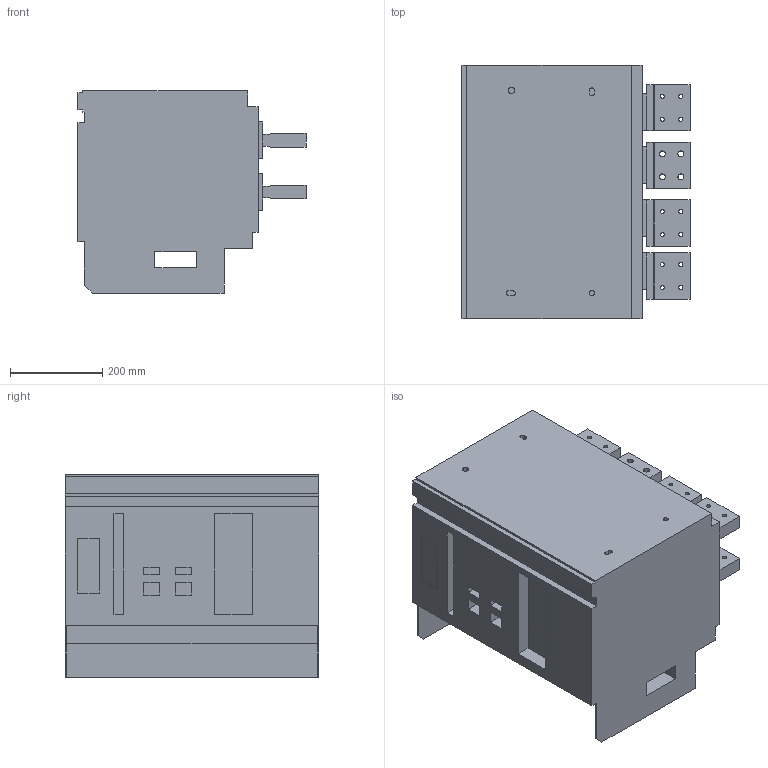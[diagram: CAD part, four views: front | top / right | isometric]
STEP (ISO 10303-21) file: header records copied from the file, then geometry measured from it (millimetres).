
FILE_DESCRIPTION((''),'2;1');
FILE_NAME('NA1-3200-3200A-4P_ASM','2018-11-17T',('wqli'),(''),'CREO PARAMETRIC BY PTC INC, 2015480','CREO PARAMETRIC BY PTC INC, 2015480','');
FILE_SCHEMA(('CONFIG_CONTROL_DESIGN'));
Length unit declared in the file: millimetre
Products named in the file (4): NA1-3200-DRAW-OUT-4; 8-580-222-2-B; 8-580-223-1-3200A; NA1-3200-3200A-4P_ASM
Assembly tree (9 placements, depth 2):
  NA1-3200-3200A-4P_ASM
    NA1-3200-DRAW-OUT-4
    8-580-222-2-B  x2
    8-580-223-1-3200A  x6
Bounding box: 495 x 550 x 439 mm (x, y, z)
Volume: 82824615.3 mm3; surface area: 1818469.2 mm2
Topology: 9 solids, 9 shells, 345 faces, 930 edges, 614 vertices
Faces by surface type: plane 209, cylinder 136
Entity records: 4866 total; most frequent: CARTESIAN_POINT 826, DIRECTION 808, ORIENTED_EDGE 796, EDGE_CURVE 398, VECTOR 316, LINE 316, VERTEX_POINT 264, AXIS2_PLACEMENT_3D 246
